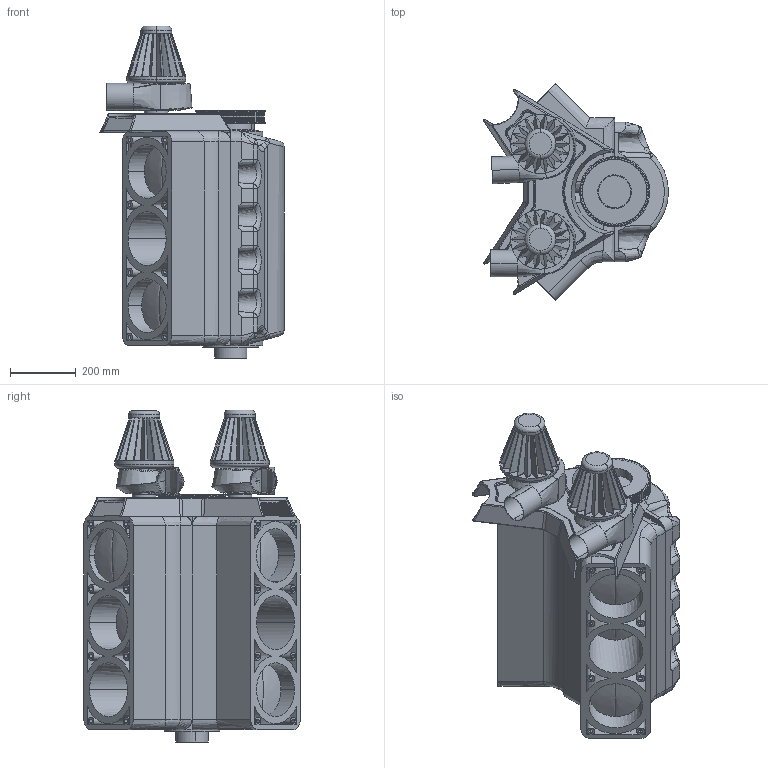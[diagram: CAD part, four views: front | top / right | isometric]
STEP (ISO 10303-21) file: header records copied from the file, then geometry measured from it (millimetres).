
FILE_DESCRIPTION(('FreeCAD Model'),'2;1');
FILE_NAME('Open CASCADE Shape Model','2025-05-04T17:16:13',('FreeCAD'),( 'FreeCAD'),'Open CASCADE STEP processor 7.6','FreeCAD','Unknown');
FILE_SCHEMA(('AUTOMOTIVE_DESIGN { 1 0 10303 214 1 1 1 1 }'));
Products named in the file (1): Open CASCADE STEP translator 7.6 1
Bounding box: 563.24 x 660.49 x 1013.17 mm (x, y, z)
Volume: 60479398.6 mm3; surface area: 7717168.6 mm2
Topology: 42 solids, 44 shells, 3147 faces, 7914 edges, 4968 vertices
Faces by surface type: bspline 3147
Entity records: 128493 total; most frequent: CARTESIAN_POINT 83961, ORIENTED_EDGE 15780, EDGE_CURVE 7894, VERTEX_POINT 4968, B_SPLINE_CURVE_WITH_KNOTS 4560, FACE_BOUND 3446, EDGE_LOOP 3446, ADVANCED_FACE 3147
